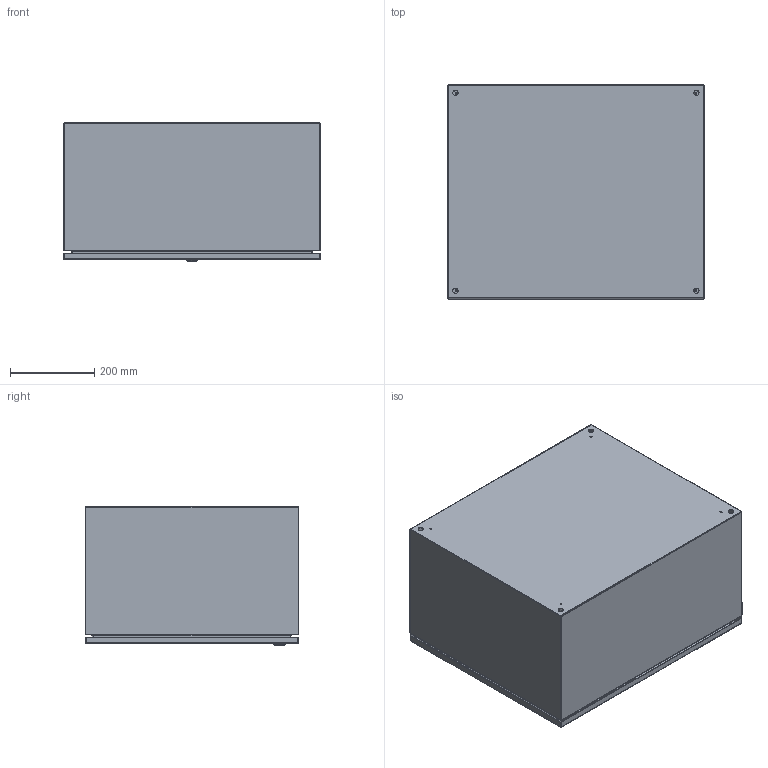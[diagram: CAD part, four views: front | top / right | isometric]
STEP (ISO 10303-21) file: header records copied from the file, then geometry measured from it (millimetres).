
FILE_DESCRIPTION (( 'STEP AP214' ), '1' );
FILE_NAME ('EN4SD242012WGY.STEP', '2019-11-13T17:50:36', ( '' ), ( '' ), 'SwSTEP 2.0', 'SolidWorks 2019', '' );
FILE_SCHEMA (( 'AUTOMOTIVE_DESIGN' ));
Length unit declared in the file: inch
Products named in the file (1): EN4SD242012WGY
Bounding box: 609.6 x 508 x 329.74 mm (x, y, z)
Volume: 3315857.1 mm3; surface area: 3130872.4 mm2
Topology: 70 solids, 71 shells, 1340 faces, 2849 edges, 1684 vertices
Faces by surface type: plane 671, cylinder 405, cone 156, bspline 80, torus 24, sphere 4
Entity records: 55738 total; most frequent: CARTESIAN_POINT 9332, DIRECTION 6082, ORIENTED_EDGE 5662, EDGE_CURVE 2831, AXIS2_PLACEMENT_3D 2354, VERTEX_POINT 1684, EDGE_LOOP 1491, LENGTH_MEASURE_WITH_UNIT 1377
